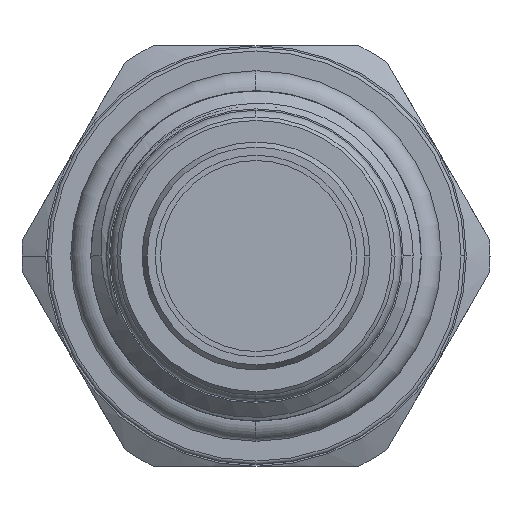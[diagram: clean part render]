
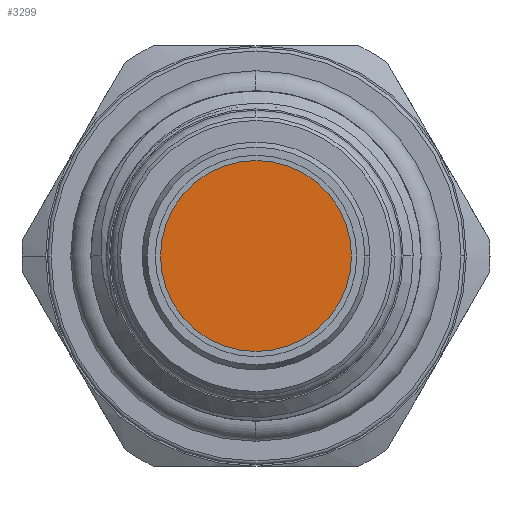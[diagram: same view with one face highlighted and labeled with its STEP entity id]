
A CAD part, left-side view. The second image highlights one B-rep face of the part: STEP entity #3299.
In plain terms, the highlighted planar face has unit normal (-1, 0, 0).
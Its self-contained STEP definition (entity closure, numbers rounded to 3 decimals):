
#199 = CIRCLE ( 'NONE', #2465, 5.5 ) ;
#1151 = AXIS2_PLACEMENT_3D ( 'NONE', #1516, #1520, #1549 ) ;
#1516 = CARTESIAN_POINT ( 'NONE',  ( -24.32, 0., 0. ) ) ;
#1520 = DIRECTION ( 'NONE',  ( -1., 0., 0. ) ) ;
#1549 = DIRECTION ( 'NONE',  ( 0., 0., -1. ) ) ;
#2465 = AXIS2_PLACEMENT_3D ( 'NONE', #2947, #2919, #2875 ) ;
#2875 = DIRECTION ( 'NONE',  ( 0., 0., -1. ) ) ;
#2919 = DIRECTION ( 'NONE',  ( -1., 0., 0. ) ) ;
#2947 = CARTESIAN_POINT ( 'NONE',  ( -24.32, 0., 0. ) ) ;
#2996 = EDGE_CURVE ( 'NONE', #8486, #8563, #6444, .T. ) ;
#3299 = ADVANCED_FACE ( 'NONE', ( #6874 ), #3559, .F. ) ;
#3555 = DIRECTION ( 'NONE',  ( 0., 0., -1. ) ) ;
#3556 = DIRECTION ( 'NONE',  ( 1., 0., 0. ) ) ;
#3559 = PLANE ( 'NONE',  #8092 ) ;
#3561 = CARTESIAN_POINT ( 'NONE',  ( -24.32, 0., 0. ) ) ;
#4580 = EDGE_CURVE ( 'NONE', #8563, #8486, #199, .T. ) ;
#5468 = CARTESIAN_POINT ( 'NONE',  ( -24.32, -5.5, 0. ) ) ;
#5628 = CARTESIAN_POINT ( 'NONE',  ( -24.32, 5.5, 0. ) ) ;
#6434 = EDGE_LOOP ( 'NONE', ( #8269, #8270 ) ) ;
#6444 = CIRCLE ( 'NONE', #1151, 5.5 ) ;
#6874 = FACE_OUTER_BOUND ( 'NONE', #6434, .T. ) ;
#8092 = AXIS2_PLACEMENT_3D ( 'NONE', #3561, #3556, #3555 ) ;
#8269 = ORIENTED_EDGE ( 'NONE', *, *, #4580, .T. ) ;
#8270 = ORIENTED_EDGE ( 'NONE', *, *, #2996, .T. ) ;
#8486 = VERTEX_POINT ( 'NONE', #5628 ) ;
#8563 = VERTEX_POINT ( 'NONE', #5468 ) ;
